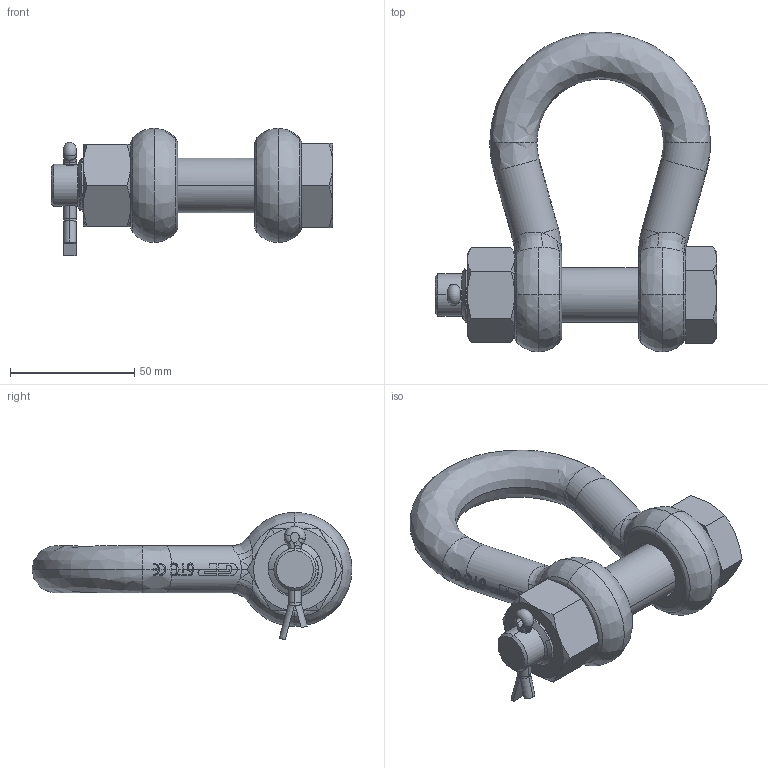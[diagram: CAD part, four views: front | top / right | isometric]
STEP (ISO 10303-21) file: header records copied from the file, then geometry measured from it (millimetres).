
FILE_DESCRIPTION(('STEP AP214'),'1');
FILE_NAME('gpghmb19.stp','2017-03-31T06:09:58',('TraceParts'),('TraceParts S.A.'),'Spatial InterOp 3D',' ',' ');
FILE_SCHEMA(('automotive_design'));
Length unit declared in the file: millimetre
Products named in the file (4): gpghmb19_1; gpghmb19_2; gpghmb19_3; gpghmb19_4
Bounding box: 113.5 x 129 x 51.32 mm (x, y, z)
Volume: 154308.9 mm3; surface area: 40010.1 mm2
Topology: 4 solids, 4 shells, 705 faces, 1958 edges, 1260 vertices
Faces by surface type: bspline 262, plane 257, cylinder 152, cone 29, torus 5
Entity records: 36854 total; most frequent: CARTESIAN_POINT 21617, ORIENTED_EDGE 3896, DIRECTION 2126, EDGE_CURVE 1948, VERTEX_POINT 1260, LINE 814, VECTOR 814, EDGE_LOOP 722
